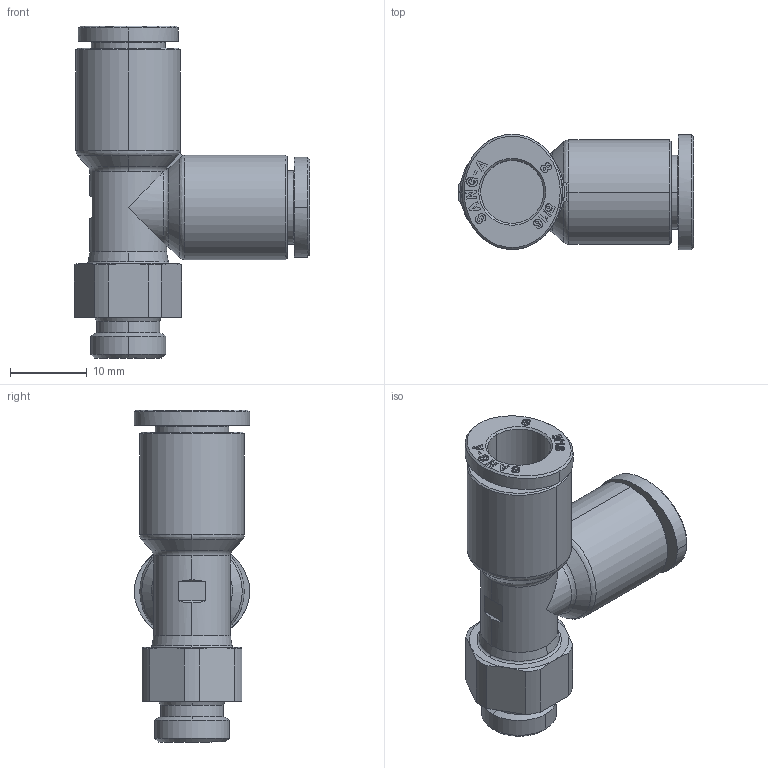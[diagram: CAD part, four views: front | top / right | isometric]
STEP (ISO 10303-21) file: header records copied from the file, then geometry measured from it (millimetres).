
FILE_DESCRIPTION (( 'STEP AP214' ), '1' );
FILE_NAME ('PST08-G01.stp', '2015-10-14T08:11:15', ( '' ), ( '' ), 'SwSTEP 2.0', 'SolidWorks 2015', '' );
FILE_SCHEMA (( 'AUTOMOTIVE_DESIGN' ));
Length unit declared in the file: millimetre
Products named in the file (2): ｦ+ﾃｦ1; PST08-G01
Assembly tree (1 placements, depth 2):
  PST08-G01
    ｦ+ﾃｦ1
Bounding box: 30.59 x 15 x 43.2 mm (x, y, z)
Volume: 5375.3 mm3; surface area: 4312.7 mm2
Topology: 1 solids, 1 shells, 840 faces, 2366 edges, 1568 vertices
Faces by surface type: plane 690, bspline 64, cylinder 44, cone 35, torus 7
Entity records: 29339 total; most frequent: CARTESIAN_POINT 7292, ORIENTED_EDGE 4728, DIRECTION 3890, EDGE_CURVE 2364, VECTOR 2022, LINE 2022, VERTEX_POINT 1568, AXIS2_PLACEMENT_3D 934
